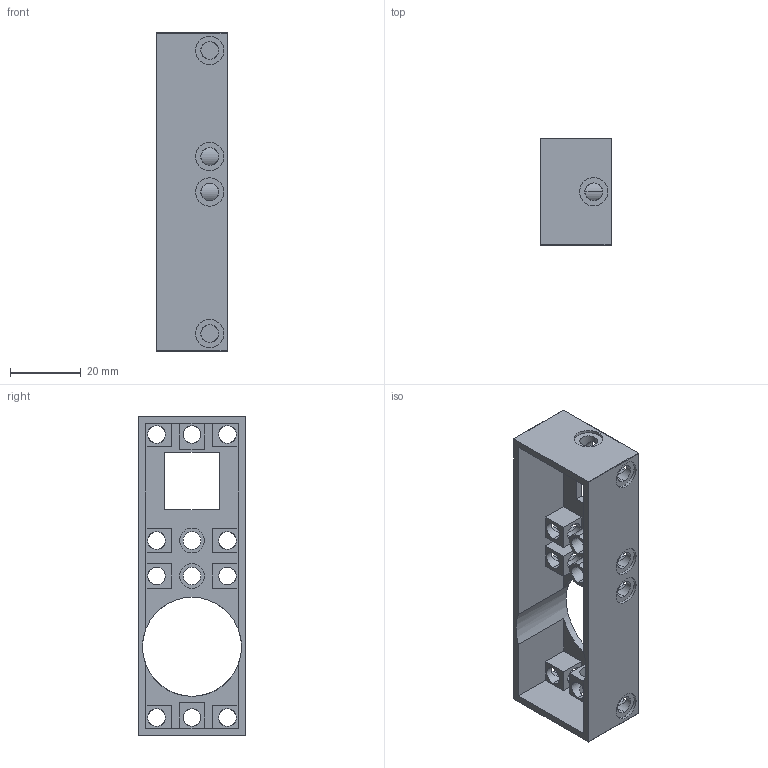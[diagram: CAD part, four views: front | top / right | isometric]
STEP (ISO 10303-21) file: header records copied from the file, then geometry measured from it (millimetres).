
FILE_DESCRIPTION (( 'STEP AP214' ), '1' );
FILE_NAME ('MOcA_1.STEP', '2019-05-16T15:15:39', ( '' ), ( '' ), 'SwSTEP 2.0', 'SolidWorks 2019', '' );
FILE_SCHEMA (( 'AUTOMOTIVE_DESIGN' ));
Length unit declared in the file: millimetre
Products named in the file (1): MOcA_1
Bounding box: 20 x 30 x 90 mm (x, y, z)
Volume: 12162.7 mm3; surface area: 15213.7 mm2
Topology: 1 solids, 1 shells, 224 faces, 554 edges, 332 vertices
Faces by surface type: cylinder 142, plane 78, sphere 4
Entity records: 6700 total; most frequent: CARTESIAN_POINT 1251, DIRECTION 1160, ORIENTED_EDGE 1100, EDGE_CURVE 550, AXIS2_PLACEMENT_3D 433, VERTEX_POINT 332, EDGE_LOOP 296, VECTOR 294
